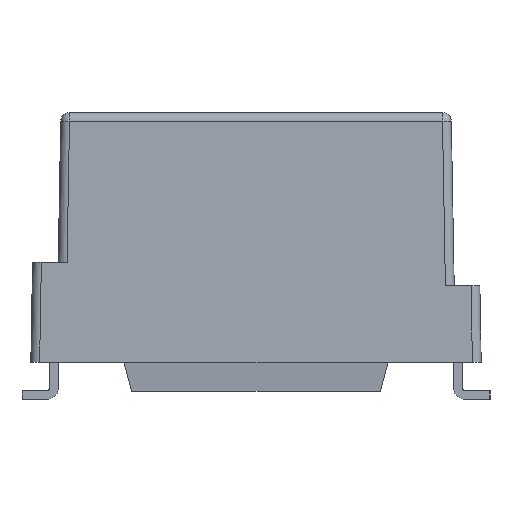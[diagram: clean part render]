
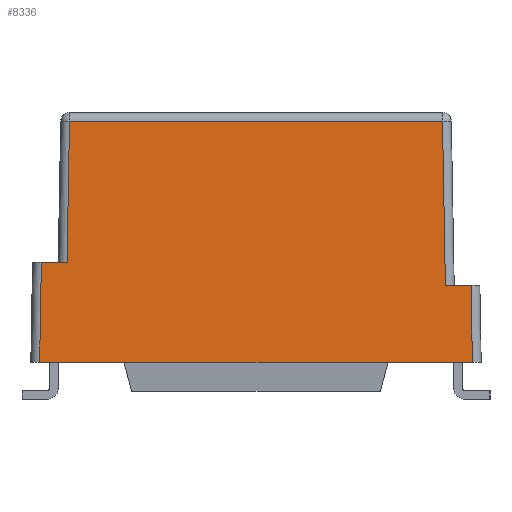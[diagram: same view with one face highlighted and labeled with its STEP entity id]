
A CAD part, front view. The second image highlights one B-rep face of the part: STEP entity #8336.
In plain terms, the highlighted face is planar.
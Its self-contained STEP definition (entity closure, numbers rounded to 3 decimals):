
#1757=ORIENTED_EDGE('',*,*,#2875,.T.);
#1758=ORIENTED_EDGE('',*,*,#2876,.T.);
#1759=ORIENTED_EDGE('',*,*,#2877,.F.);
#1760=ORIENTED_EDGE('',*,*,#2878,.T.);
#1761=ORIENTED_EDGE('',*,*,#2879,.T.);
#1762=ORIENTED_EDGE('',*,*,#2880,.T.);
#1763=ORIENTED_EDGE('',*,*,#2881,.T.);
#1764=ORIENTED_EDGE('',*,*,#2882,.T.);
#1765=ORIENTED_EDGE('',*,*,#2883,.T.);
#1766=ORIENTED_EDGE('',*,*,#2884,.F.);
#2875=EDGE_CURVE('',#3480,#3481,#4080,.T.);
#2876=EDGE_CURVE('',#3481,#3482,#4081,.T.);
#2877=EDGE_CURVE('',#3483,#3482,#4082,.T.);
#2878=EDGE_CURVE('',#3483,#3484,#4083,.T.);
#2879=EDGE_CURVE('',#3484,#3485,#4084,.T.);
#2880=EDGE_CURVE('',#3485,#3486,#4085,.T.);
#2881=EDGE_CURVE('',#3486,#3487,#4086,.T.);
#2882=EDGE_CURVE('',#3487,#3488,#4087,.T.);
#2883=EDGE_CURVE('',#3488,#3489,#4088,.T.);
#2884=EDGE_CURVE('',#3480,#3489,#4089,.T.);
#3480=VERTEX_POINT('',#12724);
#3481=VERTEX_POINT('',#12725);
#3482=VERTEX_POINT('',#12727);
#3483=VERTEX_POINT('',#12729);
#3484=VERTEX_POINT('',#12731);
#3485=VERTEX_POINT('',#12733);
#3486=VERTEX_POINT('',#12735);
#3487=VERTEX_POINT('',#12737);
#3488=VERTEX_POINT('',#12739);
#3489=VERTEX_POINT('',#12741);
#4080=LINE('',#12723,#4691);
#4081=LINE('',#12726,#4692);
#4082=LINE('',#12728,#4693);
#4083=LINE('',#12730,#4694);
#4084=LINE('',#12732,#4695);
#4085=LINE('',#12734,#4696);
#4086=LINE('',#12736,#4697);
#4087=LINE('',#12738,#4698);
#4088=LINE('',#12740,#4699);
#4089=LINE('',#12742,#4700);
#4691=VECTOR('',#10166,1000.);
#4692=VECTOR('',#10167,1000.);
#4693=VECTOR('',#10168,1000.);
#4694=VECTOR('',#10169,1000.);
#4695=VECTOR('',#10170,1000.);
#4696=VECTOR('',#10171,1000.);
#4697=VECTOR('',#10172,1000.);
#4698=VECTOR('',#10173,1000.);
#4699=VECTOR('',#10174,1000.);
#4700=VECTOR('',#10175,1000.);
#5030=EDGE_LOOP('',(#1757,#1758,#1759,#1760,#1761,#1762,#1763,#1764,#1765,
#1766));
#5398=FACE_BOUND('',#5030,.T.);
#5701=PLANE('',#8762);
#8336=ADVANCED_FACE('',(#5398),#5701,.T.);
#8762=AXIS2_PLACEMENT_3D('',#12722,#10164,#10165);
#10164=DIRECTION('',(1.,0.,0.017));
#10165=DIRECTION('',(0.017,0.,-1.));
#10166=DIRECTION('',(0.,1.,0.));
#10167=DIRECTION('',(-0.017,-0.017,1.));
#10168=DIRECTION('',(0.,1.,0.));
#10169=DIRECTION('',(-0.017,-0.017,1.));
#10170=DIRECTION('',(0.,-1.,0.));
#10171=DIRECTION('',(0.017,-0.017,-1.));
#10172=DIRECTION('',(0.,-1.,0.));
#10173=DIRECTION('',(0.017,-0.017,-1.));
#10174=DIRECTION('',(0.,1.,0.));
#10175=DIRECTION('',(0.,-1.,0.));
#12722=CARTESIAN_POINT('',(9.25,7.67,0.));
#12723=CARTESIAN_POINT('',(9.25,7.67,0.));
#12724=CARTESIAN_POINT('',(9.25,4.5,0.));
#12725=CARTESIAN_POINT('',(9.25,7.37,0.));
#12726=CARTESIAN_POINT('',(9.25,7.37,-0.005));
#12727=CARTESIAN_POINT('',(9.205,7.325,2.6));
#12728=CARTESIAN_POINT('',(9.205,7.67,2.6));
#12729=CARTESIAN_POINT('',(9.205,6.45,2.6));
#12730=CARTESIAN_POINT('',(9.25,6.496,-0.02));
#12731=CARTESIAN_POINT('',(9.107,6.352,8.205));
#12732=CARTESIAN_POINT('',(9.107,-6.647,8.205));
#12733=CARTESIAN_POINT('',(9.107,-6.352,8.205));
#12734=CARTESIAN_POINT('',(9.246,-6.491,0.247));
#12735=CARTESIAN_POINT('',(9.191,-6.436,3.4));
#12736=CARTESIAN_POINT('',(9.191,7.67,3.4));
#12737=CARTESIAN_POINT('',(9.191,-7.311,3.4));
#12738=CARTESIAN_POINT('',(9.245,-7.365,0.262));
#12739=CARTESIAN_POINT('',(9.25,-7.37,0.));
#12740=CARTESIAN_POINT('',(9.25,7.67,0.));
#12741=CARTESIAN_POINT('',(9.25,-4.5,0.));
#12742=CARTESIAN_POINT('',(9.25,0.,0.));
